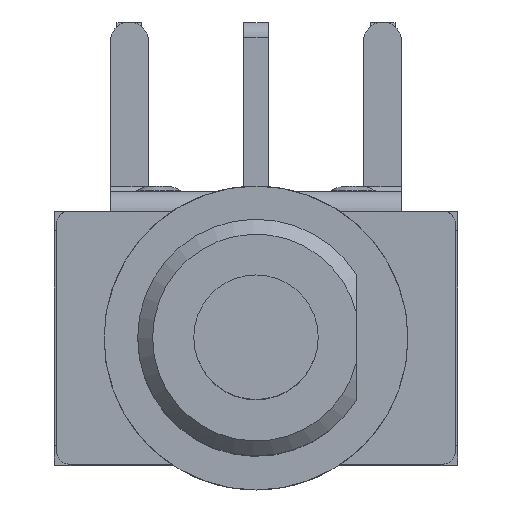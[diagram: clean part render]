
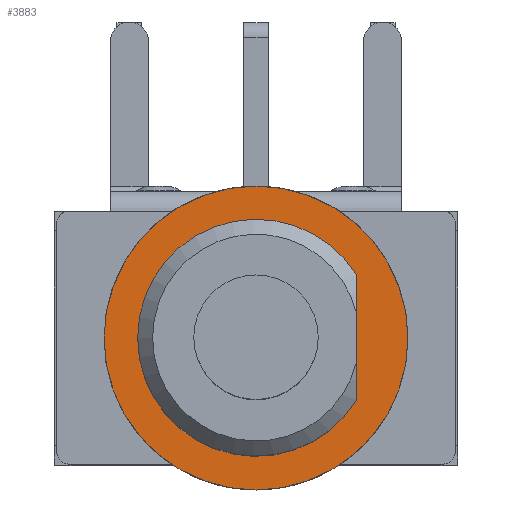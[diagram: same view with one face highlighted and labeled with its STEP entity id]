
A CAD part, top view. The second image highlights one B-rep face of the part: STEP entity #3883.
In plain terms, the highlighted planar face has unit normal (0, 0, 1).
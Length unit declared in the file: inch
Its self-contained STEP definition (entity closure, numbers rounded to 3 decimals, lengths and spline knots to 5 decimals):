
#123=FACE_BOUND('',#529,.T.);
#321=FACE_OUTER_BOUND('',#528,.T.);
#528=EDGE_LOOP('',(#3343));
#529=EDGE_LOOP('',(#3344,#3345));
#909=LINE('',#6797,#1290);
#1290=VECTOR('',#5191,0.3937);
#1403=CIRCLE('',#4203,0.0935);
#1404=CIRCLE('',#4207,0.12008);
#1743=VERTEX_POINT('',#6791);
#1744=VERTEX_POINT('',#6793);
#1745=VERTEX_POINT('',#6801);
#2273=EDGE_CURVE('',#1744,#1743,#1403,.T.);
#2275=EDGE_CURVE('',#1743,#1744,#909,.T.);
#2277=EDGE_CURVE('',#1745,#1745,#1404,.T.);
#3343=ORIENTED_EDGE('',*,*,#2277,.F.);
#3344=ORIENTED_EDGE('',*,*,#2275,.T.);
#3345=ORIENTED_EDGE('',*,*,#2273,.T.);
#3484=PLANE('',#4209);
#3883=ADVANCED_FACE('',(#321,#123),#3484,.F.);
#4203=AXIS2_PLACEMENT_3D('',#6794,#5186,#5187);
#4207=AXIS2_PLACEMENT_3D('',#6802,#5197,#5198);
#4209=AXIS2_PLACEMENT_3D('',#6805,#5202,#5203);
#5186=DIRECTION('center_axis',(0.,0.,-1.));
#5187=DIRECTION('ref_axis',(-0.848,-0.529,0.));
#5191=DIRECTION('',(0.,-1.,0.));
#5197=DIRECTION('center_axis',(0.,0.,-1.));
#5198=DIRECTION('ref_axis',(-1.,0.,0.));
#5202=DIRECTION('center_axis',(0.,0.,-1.));
#5203=DIRECTION('ref_axis',(-1.,0.,0.));
#6791=CARTESIAN_POINT('',(0.07933,0.04949,0.34685));
#6793=CARTESIAN_POINT('',(0.07933,-0.04949,0.34685));
#6794=CARTESIAN_POINT('Origin',(0.,0.,0.34685));
#6797=CARTESIAN_POINT('',(0.07933,0.02475,0.34685));
#6801=CARTESIAN_POINT('',(0.12008,0.,0.34685));
#6802=CARTESIAN_POINT('Origin',(0.,0.,0.34685));
#6805=CARTESIAN_POINT('Origin',(0.,0.,0.34685));
